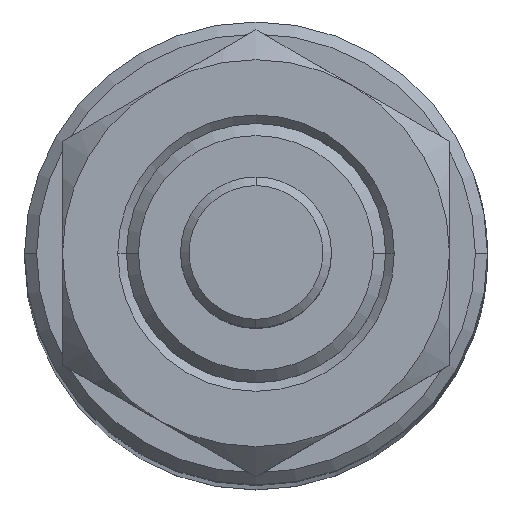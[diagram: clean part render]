
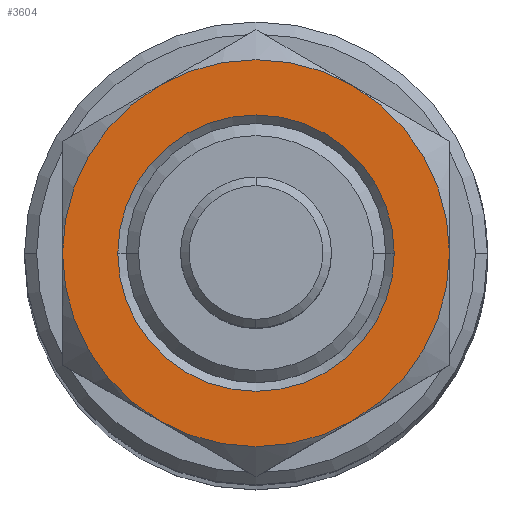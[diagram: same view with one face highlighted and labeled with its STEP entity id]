
A CAD part, top view. The second image highlights one B-rep face of the part: STEP entity #3604.
In plain terms, the highlighted planar face has unit normal (0, 0, 1).
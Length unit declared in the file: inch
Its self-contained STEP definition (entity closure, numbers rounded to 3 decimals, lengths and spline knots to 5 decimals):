
#24 = CIRCLE ( 'NONE', #2017, 0.56 ) ;
#28 = DIRECTION ( 'NONE',  ( 0., 0., -1. ) ) ;
#195 = FACE_OUTER_BOUND ( 'NONE', #1301, .T. ) ;
#208 = EDGE_CURVE ( 'NONE', #805, #2838, #850, .T. ) ;
#213 = DIRECTION ( 'NONE',  ( 0., 0., -1. ) ) ;
#237 = EDGE_CURVE ( 'NONE', #2056, #836, #24, .T. ) ;
#419 = DIRECTION ( 'NONE',  ( 0., 0., 1. ) ) ;
#483 = ORIENTED_EDGE ( 'NONE', *, *, #2661, .T. ) ;
#784 = ORIENTED_EDGE ( 'NONE', *, *, #1219, .T. ) ;
#805 = VERTEX_POINT ( 'NONE', #2509 ) ;
#836 = VERTEX_POINT ( 'NONE', #1992 ) ;
#844 = CARTESIAN_POINT ( 'NONE',  ( 0., 0., 0.21 ) ) ;
#850 = CIRCLE ( 'NONE', #1263, 0.56 ) ;
#906 = CARTESIAN_POINT ( 'NONE',  ( -0.28, -0.48497, 0.21 ) ) ;
#914 = CIRCLE ( 'NONE', #1708, 0.56 ) ;
#946 = CIRCLE ( 'NONE', #2948, 0.4 ) ;
#988 = DIRECTION ( 'NONE',  ( 0., 0., -1. ) ) ;
#1082 = VERTEX_POINT ( 'NONE', #1191 ) ;
#1085 = CARTESIAN_POINT ( 'NONE',  ( 0.4, 0., 0.21 ) ) ;
#1120 = DIRECTION ( 'NONE',  ( -1., 0., 0. ) ) ;
#1146 = CARTESIAN_POINT ( 'NONE',  ( 0.28, -0.48497, 0.21 ) ) ;
#1191 = CARTESIAN_POINT ( 'NONE',  ( -0.4, 0., 0.21 ) ) ;
#1212 = AXIS2_PLACEMENT_3D ( 'NONE', #1888, #213, #2164 ) ;
#1219 = EDGE_CURVE ( 'NONE', #2675, #2838, #2408, .T. ) ;
#1263 = AXIS2_PLACEMENT_3D ( 'NONE', #844, #2796, #1120 ) ;
#1301 = EDGE_LOOP ( 'NONE', ( #3156, #1637, #2754, #1974, #784, #2875 ) ) ;
#1372 = EDGE_CURVE ( 'NONE', #836, #805, #2905, .T. ) ;
#1408 = VERTEX_POINT ( 'NONE', #1085 ) ;
#1433 = CIRCLE ( 'NONE', #2419, 0.4 ) ;
#1439 = PLANE ( 'NONE',  #2753 ) ;
#1456 = CARTESIAN_POINT ( 'NONE',  ( 0., 0., 0.21 ) ) ;
#1526 = CARTESIAN_POINT ( 'NONE',  ( 0.28, 0.48497, 0.21 ) ) ;
#1594 = FACE_BOUND ( 'NONE', #2635, .T. ) ;
#1637 = ORIENTED_EDGE ( 'NONE', *, *, #237, .F. ) ;
#1638 = CARTESIAN_POINT ( 'NONE',  ( 0., 0., 0.21 ) ) ;
#1664 = CARTESIAN_POINT ( 'NONE',  ( 0., 0., 0.21 ) ) ;
#1704 = CARTESIAN_POINT ( 'NONE',  ( 0., 0., 0.21 ) ) ;
#1708 = AXIS2_PLACEMENT_3D ( 'NONE', #1664, #3611, #1941 ) ;
#1728 = DIRECTION ( 'NONE',  ( -1., 0., 0. ) ) ;
#1741 = DIRECTION ( 'NONE',  ( -1., 0., 0. ) ) ;
#1798 = AXIS2_PLACEMENT_3D ( 'NONE', #1638, #3589, #1915 ) ;
#1888 = CARTESIAN_POINT ( 'NONE',  ( 0., 0., 0.21 ) ) ;
#1915 = DIRECTION ( 'NONE',  ( -1., 0., 0. ) ) ;
#1941 = DIRECTION ( 'NONE',  ( -1., 0., 0. ) ) ;
#1974 = ORIENTED_EDGE ( 'NONE', *, *, #2405, .F. ) ;
#1980 = DIRECTION ( 'NONE',  ( -1., 0., 0. ) ) ;
#1992 = CARTESIAN_POINT ( 'NONE',  ( -0.56, 0., 0.21 ) ) ;
#2017 = AXIS2_PLACEMENT_3D ( 'NONE', #1704, #28, #1980 ) ;
#2056 = VERTEX_POINT ( 'NONE', #906 ) ;
#2094 = CARTESIAN_POINT ( 'NONE',  ( 0., 0., 0.21 ) ) ;
#2164 = DIRECTION ( 'NONE',  ( -1., 0., 0. ) ) ;
#2272 = CARTESIAN_POINT ( 'NONE',  ( 0.56, 0.96995, 0.21 ) ) ;
#2374 = DIRECTION ( 'NONE',  ( 1., 0., 0. ) ) ;
#2405 = EDGE_CURVE ( 'NONE', #2675, #2491, #914, .T. ) ;
#2408 = CIRCLE ( 'NONE', #2985, 0.56 ) ;
#2419 = AXIS2_PLACEMENT_3D ( 'NONE', #2656, #988, #2945 ) ;
#2491 = VERTEX_POINT ( 'NONE', #1146 ) ;
#2509 = CARTESIAN_POINT ( 'NONE',  ( -0.28, 0.48497, 0.21 ) ) ;
#2522 = CIRCLE ( 'NONE', #1212, 0.56 ) ;
#2635 = EDGE_LOOP ( 'NONE', ( #483, #3193 ) ) ;
#2656 = CARTESIAN_POINT ( 'NONE',  ( 0., 0., 0.21 ) ) ;
#2661 = EDGE_CURVE ( 'NONE', #1408, #1082, #1433, .T. ) ;
#2675 = VERTEX_POINT ( 'NONE', #3219 ) ;
#2753 = AXIS2_PLACEMENT_3D ( 'NONE', #2272, #3398, #1728 ) ;
#2754 = ORIENTED_EDGE ( 'NONE', *, *, #3046, .F. ) ;
#2796 = DIRECTION ( 'NONE',  ( 0., 0., -1. ) ) ;
#2838 = VERTEX_POINT ( 'NONE', #1526 ) ;
#2875 = ORIENTED_EDGE ( 'NONE', *, *, #208, .F. ) ;
#2905 = CIRCLE ( 'NONE', #1798, 0.56 ) ;
#2945 = DIRECTION ( 'NONE',  ( -1., 0., 0. ) ) ;
#2948 = AXIS2_PLACEMENT_3D ( 'NONE', #1456, #3410, #1741 ) ;
#2985 = AXIS2_PLACEMENT_3D ( 'NONE', #2094, #419, #2374 ) ;
#3046 = EDGE_CURVE ( 'NONE', #2491, #2056, #2522, .T. ) ;
#3156 = ORIENTED_EDGE ( 'NONE', *, *, #1372, .F. ) ;
#3193 = ORIENTED_EDGE ( 'NONE', *, *, #3619, .T. ) ;
#3219 = CARTESIAN_POINT ( 'NONE',  ( 0.56, 0., 0.21 ) ) ;
#3398 = DIRECTION ( 'NONE',  ( 0., 0., -1. ) ) ;
#3410 = DIRECTION ( 'NONE',  ( 0., 0., -1. ) ) ;
#3589 = DIRECTION ( 'NONE',  ( 0., 0., -1. ) ) ;
#3604 = ADVANCED_FACE ( 'NONE', ( #1594, #195 ), #1439, .F. ) ;
#3611 = DIRECTION ( 'NONE',  ( 0., 0., -1. ) ) ;
#3619 = EDGE_CURVE ( 'NONE', #1082, #1408, #946, .T. ) ;
